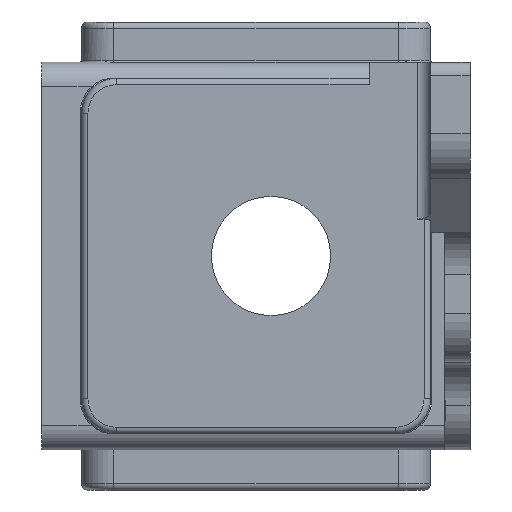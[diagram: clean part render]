
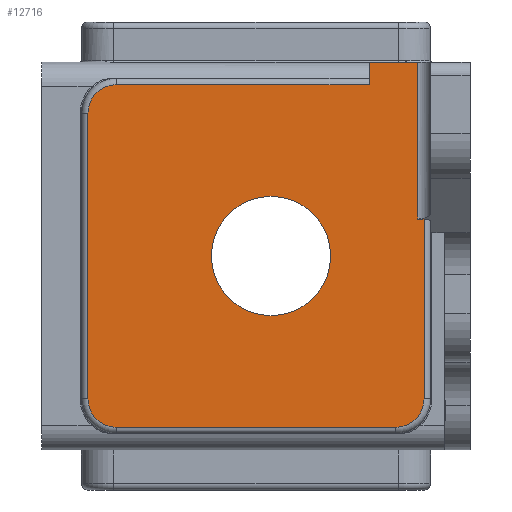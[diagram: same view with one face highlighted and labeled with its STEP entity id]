
A CAD part, left-side view. The second image highlights one B-rep face of the part: STEP entity #12716.
In plain terms, the highlighted planar face has unit normal (-1, 0, 0).
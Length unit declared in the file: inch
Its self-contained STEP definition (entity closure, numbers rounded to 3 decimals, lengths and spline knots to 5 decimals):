
#24 = DIRECTION ( 'NONE',  ( -1., 0., 0. ) ) ;
#63 = CARTESIAN_POINT ( 'NONE',  ( -2.625, 2.95625, 1.10524 ) ) ;
#193 = DIRECTION ( 'NONE',  ( 0., -1., 0. ) ) ;
#262 = LINE ( 'NONE', #11459, #5570 ) ;
#315 = LINE ( 'NONE', #9591, #5312 ) ;
#317 = VECTOR ( 'NONE', #8177, 39.37008 ) ;
#355 = AXIS2_PLACEMENT_3D ( 'NONE', #8828, #8818, #8796 ) ;
#597 = EDGE_CURVE ( 'NONE', #10950, #6550, #8023, .T. ) ;
#675 = AXIS2_PLACEMENT_3D ( 'NONE', #9560, #8571, #11549 ) ;
#715 = VERTEX_POINT ( 'NONE', #6479 ) ;
#827 = CARTESIAN_POINT ( 'NONE',  ( -2.625, 0.35625, 0.28612 ) ) ;
#1025 = VERTEX_POINT ( 'NONE', #3228 ) ;
#1372 = LINE ( 'NONE', #1807, #6054 ) ;
#1511 = EDGE_CURVE ( 'NONE', #4749, #11952, #2017, .T. ) ;
#1565 = ORIENTED_EDGE ( 'NONE', *, *, #11018, .T. ) ;
#1598 = VERTEX_POINT ( 'NONE', #12602 ) ;
#1807 = CARTESIAN_POINT ( 'NONE',  ( -2.625, 2.73649, 1.325 ) ) ;
#2017 = LINE ( 'NONE', #12114, #12302 ) ;
#2037 = FACE_BOUND ( 'NONE', #12367, .T. ) ;
#2221 = EDGE_CURVE ( 'NONE', #1598, #715, #7970, .T. ) ;
#2460 = CARTESIAN_POINT ( 'NONE',  ( -2.625, 1.54, 0. ) ) ;
#2473 = CARTESIAN_POINT ( 'NONE',  ( -2.625, 2.73649, -1.325 ) ) ;
#2739 = VERTEX_POINT ( 'NONE', #4581 ) ;
#2957 = VERTEX_POINT ( 'NONE', #2473 ) ;
#3189 = CARTESIAN_POINT ( 'NONE',  ( -2.625, 2.95625, -1.10524 ) ) ;
#3228 = CARTESIAN_POINT ( 'NONE',  ( -2.625, 0.40625, 1.5 ) ) ;
#3232 = ORIENTED_EDGE ( 'NONE', *, *, #9483, .F. ) ;
#3258 = LINE ( 'NONE', #4427, #8296 ) ;
#3420 = DIRECTION ( 'NONE',  ( 0., 0., 1. ) ) ;
#3477 = DIRECTION ( 'NONE',  ( 0., 0., 1. ) ) ;
#3738 = LINE ( 'NONE', #12157, #8761 ) ;
#3770 = DIRECTION ( 'NONE',  ( -1., 0., 0. ) ) ;
#3781 = ORIENTED_EDGE ( 'NONE', *, *, #597, .T. ) ;
#3830 = DIRECTION ( 'NONE',  ( 0., 1., 0. ) ) ;
#3992 = EDGE_CURVE ( 'NONE', #6930, #10950, #10576, .T. ) ;
#4244 = CIRCLE ( 'NONE', #7127, 0.46095 ) ;
#4427 = CARTESIAN_POINT ( 'NONE',  ( -2.625, 0.78125, 1.1 ) ) ;
#4565 = PLANE ( 'NONE',  #675 ) ;
#4581 = CARTESIAN_POINT ( 'NONE',  ( -2.625, 1.54, 0.46095 ) ) ;
#4749 = VERTEX_POINT ( 'NONE', #827 ) ;
#4791 = EDGE_CURVE ( 'NONE', #6550, #2957, #7371, .T. ) ;
#4845 = CARTESIAN_POINT ( 'NONE',  ( -2.625, 0.40625, 0.28612 ) ) ;
#4986 = AXIS2_PLACEMENT_3D ( 'NONE', #6009, #24, #7051 ) ;
#5211 = EDGE_CURVE ( 'NONE', #11952, #1025, #10314, .T. ) ;
#5312 = VECTOR ( 'NONE', #9622, 39.37008 ) ;
#5366 = ORIENTED_EDGE ( 'NONE', *, *, #9820, .F. ) ;
#5437 = ORIENTED_EDGE ( 'NONE', *, *, #5211, .T. ) ;
#5532 = CARTESIAN_POINT ( 'NONE',  ( -2.625, 1.54, -0.46095 ) ) ;
#5570 = VECTOR ( 'NONE', #8521, 39.37008 ) ;
#5635 = ORIENTED_EDGE ( 'NONE', *, *, #11418, .T. ) ;
#5674 = EDGE_LOOP ( 'NONE', ( #10501, #5437, #5366, #11310, #5635, #10620, #3781, #11779, #1565, #8032, #11691 ) ) ;
#5692 = EDGE_CURVE ( 'NONE', #11533, #11702, #3258, .T. ) ;
#5715 = EDGE_CURVE ( 'NONE', #715, #4749, #262, .T. ) ;
#5728 = CARTESIAN_POINT ( 'NONE',  ( -2.625, 0.40625, -1.10524 ) ) ;
#6009 = CARTESIAN_POINT ( 'NONE',  ( -2.625, 2.73649, -1.10524 ) ) ;
#6054 = VECTOR ( 'NONE', #3830, 39.37008 ) ;
#6479 = CARTESIAN_POINT ( 'NONE',  ( -2.625, 0.35625, -1.10524 ) ) ;
#6550 = VERTEX_POINT ( 'NONE', #3189 ) ;
#6930 = VERTEX_POINT ( 'NONE', #12472 ) ;
#7051 = DIRECTION ( 'NONE',  ( 0., 0., 1. ) ) ;
#7127 = AXIS2_PLACEMENT_3D ( 'NONE', #9766, #3770, #10765 ) ;
#7371 = CIRCLE ( 'NONE', #4986, 0.21976 ) ;
#7618 = ORIENTED_EDGE ( 'NONE', *, *, #9636, .F. ) ;
#7622 = VERTEX_POINT ( 'NONE', #5532 ) ;
#7970 = CIRCLE ( 'NONE', #355, 0.21976 ) ;
#8023 = LINE ( 'NONE', #8071, #317 ) ;
#8032 = ORIENTED_EDGE ( 'NONE', *, *, #2221, .T. ) ;
#8043 = AXIS2_PLACEMENT_3D ( 'NONE', #2460, #9460, #3477 ) ;
#8071 = CARTESIAN_POINT ( 'NONE',  ( -2.625, 2.95625, -1.10524 ) ) ;
#8177 = DIRECTION ( 'NONE',  ( 0., 0., -1. ) ) ;
#8296 = VECTOR ( 'NONE', #3420, 39.37008 ) ;
#8403 = DIRECTION ( 'NONE',  ( 0., 1., 0. ) ) ;
#8520 = CARTESIAN_POINT ( 'NONE',  ( -2.625, 0.78125, 1.5 ) ) ;
#8521 = DIRECTION ( 'NONE',  ( 0., 0., 1. ) ) ;
#8571 = DIRECTION ( 'NONE',  ( -1., 0., 0. ) ) ;
#8761 = VECTOR ( 'NONE', #193, 39.37008 ) ;
#8796 = DIRECTION ( 'NONE',  ( 0., 0., 1. ) ) ;
#8818 = DIRECTION ( 'NONE',  ( -1., 0., 0. ) ) ;
#8828 = CARTESIAN_POINT ( 'NONE',  ( -2.625, 0.57601, -1.10524 ) ) ;
#9460 = DIRECTION ( 'NONE',  ( -1., 0., 0. ) ) ;
#9483 = EDGE_CURVE ( 'NONE', #7622, #2739, #9726, .T. ) ;
#9560 = CARTESIAN_POINT ( 'NONE',  ( -2.625, 2.73649, 1.10524 ) ) ;
#9591 = CARTESIAN_POINT ( 'NONE',  ( -2.625, 0.30625, 1.5 ) ) ;
#9622 = DIRECTION ( 'NONE',  ( 0., -1., 0. ) ) ;
#9636 = EDGE_CURVE ( 'NONE', #2739, #7622, #4244, .T. ) ;
#9726 = CIRCLE ( 'NONE', #8043, 0.46095 ) ;
#9766 = CARTESIAN_POINT ( 'NONE',  ( -2.625, 1.54, 0. ) ) ;
#9820 = EDGE_CURVE ( 'NONE', #11702, #1025, #315, .T. ) ;
#10027 = FACE_OUTER_BOUND ( 'NONE', #5674, .T. ) ;
#10314 = LINE ( 'NONE', #5728, #10616 ) ;
#10501 = ORIENTED_EDGE ( 'NONE', *, *, #1511, .T. ) ;
#10576 = CIRCLE ( 'NONE', #12470, 0.21976 ) ;
#10616 = VECTOR ( 'NONE', #11776, 39.37008 ) ;
#10620 = ORIENTED_EDGE ( 'NONE', *, *, #3992, .T. ) ;
#10765 = DIRECTION ( 'NONE',  ( 0., 0., 1. ) ) ;
#10950 = VERTEX_POINT ( 'NONE', #63 ) ;
#11018 = EDGE_CURVE ( 'NONE', #2957, #1598, #3738, .T. ) ;
#11115 = DIRECTION ( 'NONE',  ( 0., 0., 1. ) ) ;
#11150 = DIRECTION ( 'NONE',  ( -1., 0., 0. ) ) ;
#11266 = CARTESIAN_POINT ( 'NONE',  ( -2.625, 2.73649, 1.10524 ) ) ;
#11310 = ORIENTED_EDGE ( 'NONE', *, *, #5692, .F. ) ;
#11418 = EDGE_CURVE ( 'NONE', #11533, #6930, #1372, .T. ) ;
#11459 = CARTESIAN_POINT ( 'NONE',  ( -2.625, 0.35625, 1.10524 ) ) ;
#11533 = VERTEX_POINT ( 'NONE', #12928 ) ;
#11549 = DIRECTION ( 'NONE',  ( 0., 0., 1. ) ) ;
#11691 = ORIENTED_EDGE ( 'NONE', *, *, #5715, .T. ) ;
#11702 = VERTEX_POINT ( 'NONE', #8520 ) ;
#11776 = DIRECTION ( 'NONE',  ( 0., 0., 1. ) ) ;
#11779 = ORIENTED_EDGE ( 'NONE', *, *, #4791, .T. ) ;
#11952 = VERTEX_POINT ( 'NONE', #4845 ) ;
#12114 = CARTESIAN_POINT ( 'NONE',  ( -2.625, 2.72352, 0.28612 ) ) ;
#12157 = CARTESIAN_POINT ( 'NONE',  ( -2.625, 0.57601, -1.325 ) ) ;
#12302 = VECTOR ( 'NONE', #8403, 39.37008 ) ;
#12367 = EDGE_LOOP ( 'NONE', ( #7618, #3232 ) ) ;
#12470 = AXIS2_PLACEMENT_3D ( 'NONE', #11266, #11150, #11115 ) ;
#12472 = CARTESIAN_POINT ( 'NONE',  ( -2.625, 2.73649, 1.325 ) ) ;
#12602 = CARTESIAN_POINT ( 'NONE',  ( -2.625, 0.57601, -1.325 ) ) ;
#12716 = ADVANCED_FACE ( 'NONE', ( #2037, #10027 ), #4565, .T. ) ;
#12928 = CARTESIAN_POINT ( 'NONE',  ( -2.625, 0.78125, 1.325 ) ) ;
